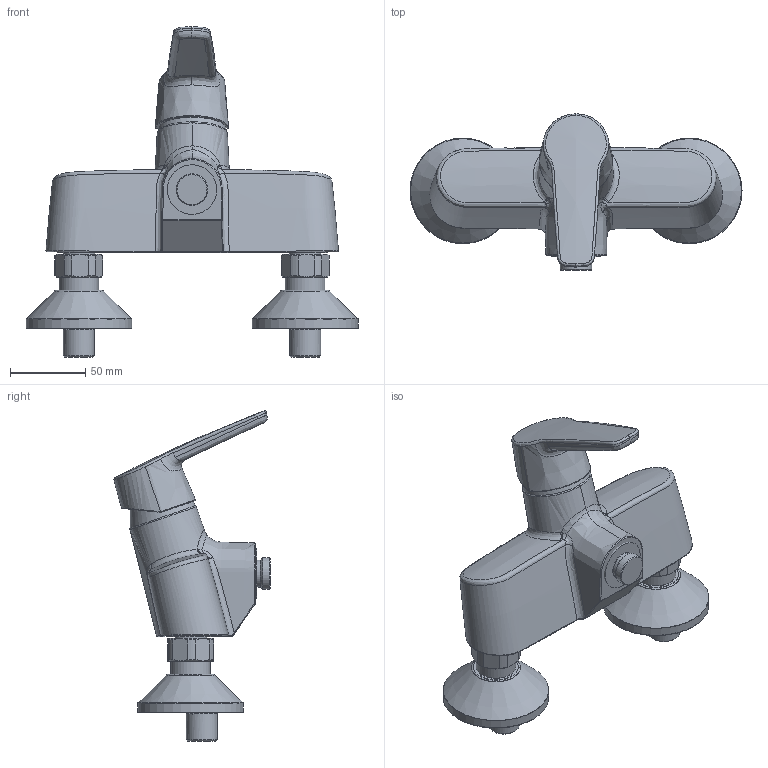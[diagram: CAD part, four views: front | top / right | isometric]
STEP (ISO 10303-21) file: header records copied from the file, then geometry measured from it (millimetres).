
FILE_DESCRIPTION (( 'STEP AP203' ), '1' );
FILE_NAME ('3960Y(2016)+51450193.STEP', '2017-03-09T05:52:07', ( '' ), ( '' ), 'SwSTEP 2.0', 'SolidWorks 2016', '' );
FILE_SCHEMA (( 'CONFIG_CONTROL_DESIGN' ));
Length unit declared in the file: millimetre
Products named in the file (1): 3960Y(2016)+51450193
Bounding box: 220 x 103.53 x 218.92 mm (x, y, z)
Volume: 651580.5 mm3; surface area: 98289 mm2
Topology: 2 solids, 4 shells, 220 faces, 517 edges, 325 vertices
Faces by surface type: bspline 84, plane 50, cone 43, cylinder 39, torus 4
Full cylindrical faces by diameter (mm): 12.5 x2, 18 x1, 20.6 x2, 20.955 x1, 21.2 x2, 24 x2, 25 x1, 26 x2, 26.2 x4, 29 x2, 32.8 x1, 69.2 x2, 70 x2
Entity records: 31505 total; most frequent: CARTESIAN_POINT 27486, ORIENTED_EDGE 874, DIRECTION 599, EDGE_CURVE 437, VERTEX_POINT 298, EDGE_LOOP 293, AXIS2_PLACEMENT_3D 281, FACE_OUTER_BOUND 257
